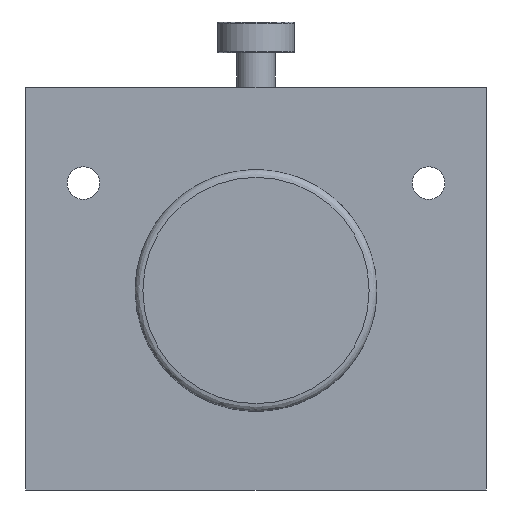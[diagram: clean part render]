
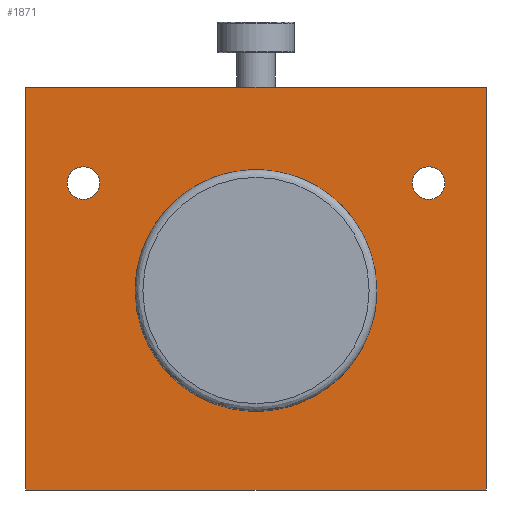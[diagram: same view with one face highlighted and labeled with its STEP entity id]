
A CAD part, front view. The second image highlights one B-rep face of the part: STEP entity #1871.
In plain terms, the highlighted planar face has unit normal (0, -1, 0).
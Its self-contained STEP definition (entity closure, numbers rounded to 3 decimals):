
#110=FACE_BOUND('',#384,.T.);
#111=FACE_BOUND('',#385,.T.);
#112=FACE_BOUND('',#386,.T.);
#162=CIRCLE('',#2022,4.25);
#163=CIRCLE('',#2023,4.25);
#164=CIRCLE('',#2024,5.9);
#248=FACE_OUTER_BOUND('',#383,.T.);
#383=EDGE_LOOP('',(#1289,#1290,#1291,#1292));
#384=EDGE_LOOP('',(#1293));
#385=EDGE_LOOP('',(#1294));
#386=EDGE_LOOP('',(#1295));
#570=LINE('',#2805,#715);
#571=LINE('',#2807,#716);
#572=LINE('',#2809,#717);
#573=LINE('',#2810,#718);
#715=VECTOR('',#2236,120.);
#716=VECTOR('',#2237,105.);
#717=VECTOR('',#2238,120.);
#718=VECTOR('',#2239,105.);
#860=VERTEX_POINT('',#2803);
#861=VERTEX_POINT('',#2804);
#862=VERTEX_POINT('',#2806);
#863=VERTEX_POINT('',#2808);
#864=VERTEX_POINT('',#2811);
#865=VERTEX_POINT('',#2813);
#866=VERTEX_POINT('',#2815);
#1040=EDGE_CURVE('',#860,#861,#570,.T.);
#1041=EDGE_CURVE('',#861,#862,#571,.T.);
#1042=EDGE_CURVE('',#863,#862,#572,.T.);
#1043=EDGE_CURVE('',#860,#863,#573,.T.);
#1044=EDGE_CURVE('',#864,#864,#162,.T.);
#1045=EDGE_CURVE('',#865,#865,#163,.T.);
#1046=EDGE_CURVE('',#866,#866,#164,.T.);
#1289=ORIENTED_EDGE('',*,*,#1040,.T.);
#1290=ORIENTED_EDGE('',*,*,#1041,.T.);
#1291=ORIENTED_EDGE('',*,*,#1042,.F.);
#1292=ORIENTED_EDGE('',*,*,#1043,.F.);
#1293=ORIENTED_EDGE('',*,*,#1044,.F.);
#1294=ORIENTED_EDGE('',*,*,#1045,.F.);
#1295=ORIENTED_EDGE('',*,*,#1046,.F.);
#1787=PLANE('',#2021);
#1871=ADVANCED_FACE('',(#248,#110,#111,#112),#1787,.T.);
#2021=AXIS2_PLACEMENT_3D('',#2802,#2234,#2235);
#2022=AXIS2_PLACEMENT_3D('',#2812,#2240,#2241);
#2023=AXIS2_PLACEMENT_3D('',#2814,#2242,#2243);
#2024=AXIS2_PLACEMENT_3D('',#2816,#2244,#2245);
#2234=DIRECTION('center_axis',(0.,-1.,0.));
#2235=DIRECTION('ref_axis',(1.,0.,0.));
#2236=DIRECTION('',(1.,0.,0.));
#2237=DIRECTION('',(0.,0.,1.));
#2238=DIRECTION('',(1.,0.,0.));
#2239=DIRECTION('',(0.,0.,1.));
#2240=DIRECTION('center_axis',(0.,-1.,0.));
#2241=DIRECTION('ref_axis',(1.,0.,0.));
#2242=DIRECTION('center_axis',(0.,-1.,0.));
#2243=DIRECTION('ref_axis',(1.,0.,0.));
#2244=DIRECTION('center_axis',(0.,-1.,0.));
#2245=DIRECTION('ref_axis',(1.,0.,0.));
#2802=CARTESIAN_POINT('Origin',(4.175,9.675,0.));
#2803=CARTESIAN_POINT('',(4.175,9.675,0.));
#2804=CARTESIAN_POINT('',(124.175,9.675,0.));
#2805=CARTESIAN_POINT('',(4.175,9.675,0.));
#2806=CARTESIAN_POINT('',(124.175,9.675,105.));
#2807=CARTESIAN_POINT('',(124.175,9.675,0.));
#2808=CARTESIAN_POINT('',(4.175,9.675,105.));
#2809=CARTESIAN_POINT('',(4.175,9.675,105.));
#2810=CARTESIAN_POINT('',(4.175,9.675,0.));
#2811=CARTESIAN_POINT('',(14.925,9.675,80.));
#2812=CARTESIAN_POINT('Origin',(19.175,9.675,80.));
#2813=CARTESIAN_POINT('',(104.925,9.675,80.));
#2814=CARTESIAN_POINT('Origin',(109.175,9.675,80.));
#2815=CARTESIAN_POINT('',(58.275,9.675,52.));
#2816=CARTESIAN_POINT('Origin',(64.175,9.675,52.));
